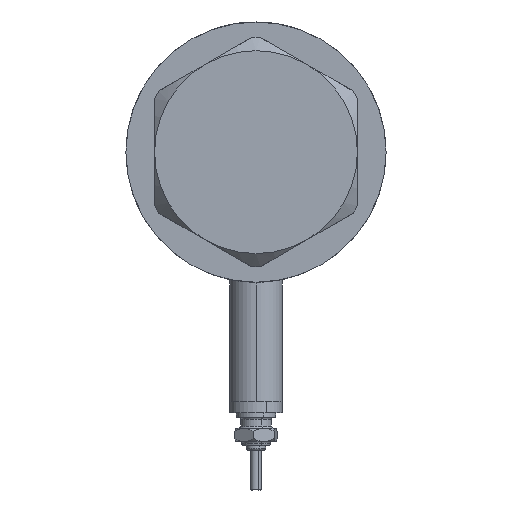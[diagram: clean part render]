
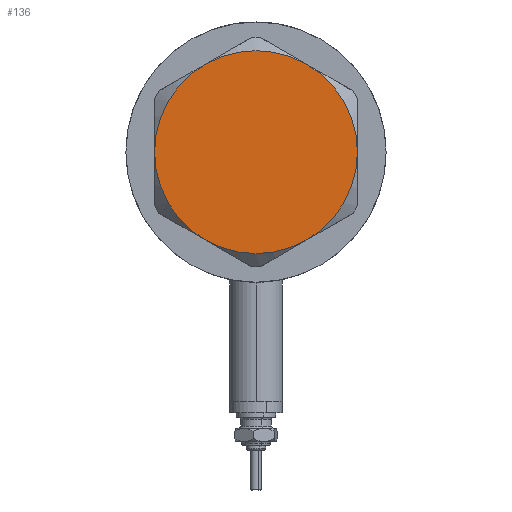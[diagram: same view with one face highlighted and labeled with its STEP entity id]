
A CAD part, left-side view. The second image highlights one B-rep face of the part: STEP entity #136.
In plain terms, the highlighted face is planar.
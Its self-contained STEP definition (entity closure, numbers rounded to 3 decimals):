
#136 = ADVANCED_FACE ( 'NONE', ( #4598 ), #429, .T. ) ;
#227 = CARTESIAN_POINT ( 'NONE',  ( 11.5, 19.919, 13. ) ) ;
#255 = CARTESIAN_POINT ( 'NONE',  ( 11.5, -19.919, 13. ) ) ;
#313 = DIRECTION ( 'NONE',  ( 0., 0., 1. ) ) ;
#379 = CARTESIAN_POINT ( 'NONE',  ( 0., 0., 13. ) ) ;
#429 = PLANE ( 'NONE',  #1353 ) ;
#493 = DIRECTION ( 'NONE',  ( 1., 0., 0. ) ) ;
#554 = DIRECTION ( 'NONE',  ( 1., 0., 0. ) ) ;
#705 = ORIENTED_EDGE ( 'NONE', *, *, #2519, .T. ) ;
#749 = VERTEX_POINT ( 'NONE', #1151 ) ;
#813 = VERTEX_POINT ( 'NONE', #5219 ) ;
#816 = DIRECTION ( 'NONE',  ( 1., 0., 0. ) ) ;
#910 = CARTESIAN_POINT ( 'NONE',  ( 23., 0., 13. ) ) ;
#1151 = CARTESIAN_POINT ( 'NONE',  ( -11.5, -19.919, 13. ) ) ;
#1202 = CARTESIAN_POINT ( 'NONE',  ( 0., 0., 13. ) ) ;
#1317 = CIRCLE ( 'NONE', #2949, 23. ) ;
#1353 = AXIS2_PLACEMENT_3D ( 'NONE', #5455, #1491, #493 ) ;
#1400 = CARTESIAN_POINT ( 'NONE',  ( 0., 0., 13. ) ) ;
#1491 = DIRECTION ( 'NONE',  ( 0., 0., 1. ) ) ;
#1705 = DIRECTION ( 'NONE',  ( 0., 0., 1. ) ) ;
#2009 = DIRECTION ( 'NONE',  ( 0., 0., 1. ) ) ;
#2086 = CIRCLE ( 'NONE', #5602, 23. ) ;
#2179 = AXIS2_PLACEMENT_3D ( 'NONE', #379, #3098, #2315 ) ;
#2198 = CIRCLE ( 'NONE', #5615, 23. ) ;
#2199 = DIRECTION ( 'NONE',  ( 0., 0., 1. ) ) ;
#2315 = DIRECTION ( 'NONE',  ( 1., 0., 0. ) ) ;
#2384 = AXIS2_PLACEMENT_3D ( 'NONE', #1202, #3038, #4911 ) ;
#2512 = EDGE_CURVE ( 'NONE', #5191, #4836, #2086, .T. ) ;
#2519 = EDGE_CURVE ( 'NONE', #813, #4435, #5216, .T. ) ;
#2949 = AXIS2_PLACEMENT_3D ( 'NONE', #2992, #313, #816 ) ;
#2992 = CARTESIAN_POINT ( 'NONE',  ( 0., 0., 13. ) ) ;
#3038 = DIRECTION ( 'NONE',  ( 0., 0., 1. ) ) ;
#3098 = DIRECTION ( 'NONE',  ( 0., 0., 1. ) ) ;
#3235 = ORIENTED_EDGE ( 'NONE', *, *, #5170, .T. ) ;
#3293 = CARTESIAN_POINT ( 'NONE',  ( -23., 0., 13. ) ) ;
#3470 = CARTESIAN_POINT ( 'NONE',  ( 0., 0., 13. ) ) ;
#3865 = ORIENTED_EDGE ( 'NONE', *, *, #2512, .T. ) ;
#3902 = EDGE_CURVE ( 'NONE', #4836, #5002, #4940, .T. ) ;
#4435 = VERTEX_POINT ( 'NONE', #3293 ) ;
#4598 = FACE_OUTER_BOUND ( 'NONE', #5439, .T. ) ;
#4721 = CARTESIAN_POINT ( 'NONE',  ( 0., 0., 13. ) ) ;
#4755 = AXIS2_PLACEMENT_3D ( 'NONE', #3470, #1705, #5343 ) ;
#4817 = EDGE_CURVE ( 'NONE', #749, #5191, #5032, .T. ) ;
#4836 = VERTEX_POINT ( 'NONE', #910 ) ;
#4911 = DIRECTION ( 'NONE',  ( 1., 0., 0. ) ) ;
#4940 = CIRCLE ( 'NONE', #2384, 23. ) ;
#5002 = VERTEX_POINT ( 'NONE', #227 ) ;
#5032 = CIRCLE ( 'NONE', #4755, 23. ) ;
#5170 = EDGE_CURVE ( 'NONE', #4435, #749, #1317, .T. ) ;
#5191 = VERTEX_POINT ( 'NONE', #255 ) ;
#5199 = ORIENTED_EDGE ( 'NONE', *, *, #3902, .T. ) ;
#5216 = CIRCLE ( 'NONE', #2179, 23. ) ;
#5219 = CARTESIAN_POINT ( 'NONE',  ( -11.5, 19.919, 13. ) ) ;
#5343 = DIRECTION ( 'NONE',  ( 1., 0., 0. ) ) ;
#5355 = ORIENTED_EDGE ( 'NONE', *, *, #4817, .T. ) ;
#5412 = EDGE_CURVE ( 'NONE', #5002, #813, #2198, .T. ) ;
#5430 = DIRECTION ( 'NONE',  ( 1., 0., 0. ) ) ;
#5439 = EDGE_LOOP ( 'NONE', ( #3865, #5199, #5484, #705, #3235, #5355 ) ) ;
#5455 = CARTESIAN_POINT ( 'NONE',  ( 0., 0., 13. ) ) ;
#5484 = ORIENTED_EDGE ( 'NONE', *, *, #5412, .T. ) ;
#5602 = AXIS2_PLACEMENT_3D ( 'NONE', #1400, #2199, #5430 ) ;
#5615 = AXIS2_PLACEMENT_3D ( 'NONE', #4721, #2009, #554 ) ;
